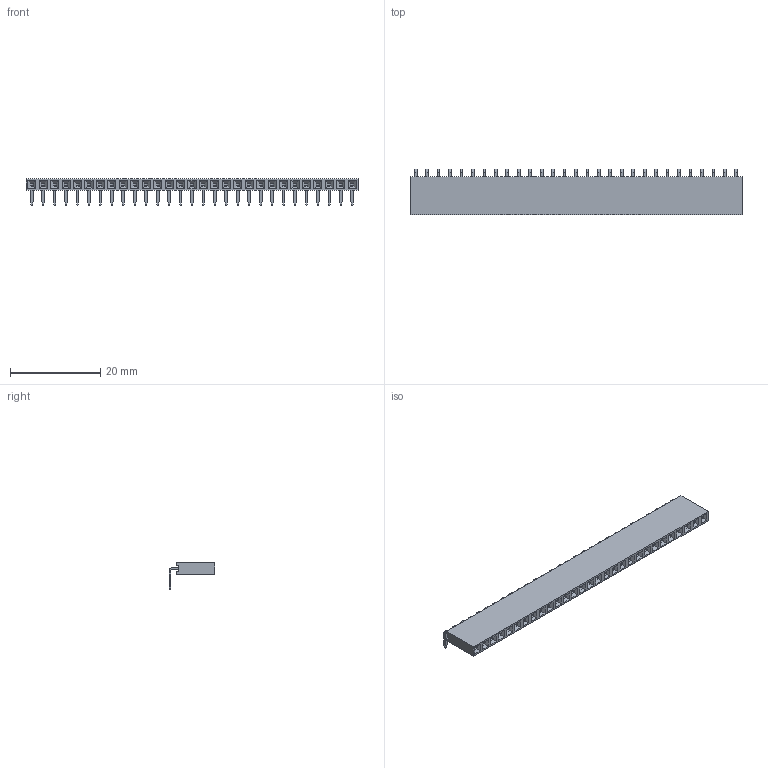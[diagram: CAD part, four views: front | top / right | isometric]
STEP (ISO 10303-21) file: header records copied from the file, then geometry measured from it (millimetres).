
FILE_DESCRIPTION(('STEP AP214'), '1');
FILE_NAME('PBS-R', '', ('UNSPECIFIED'), ('UNSPECIFIED'), 'ASCON STEP Converter 1.6', 'ASCON Math Kernel', '');
FILE_SCHEMA(('AUTOMOTIVE_DESIGN { 1 0 10303 214 3 1 1}'));
Length unit declared in the file: millimetre
Bounding box: 73.66 x 10.2 x 5.84 mm (x, y, z)
Volume: 1438.1 mm3; surface area: 3172.2 mm2
Topology: 1 solids, 1 shells, 1692 faces, 4664 edges, 2916 vertices
Faces by surface type: plane 1431, cylinder 261
Entity records: 66354 total; most frequent: ORIENTED_EDGE 9328, CARTESIAN_POINT 9273, DIRECTION 8688, EDGE_CURVE 4664, LINE 4026, VECTOR 4026, VERTEX_POINT 2916, AXIS2_PLACEMENT_3D 2331
